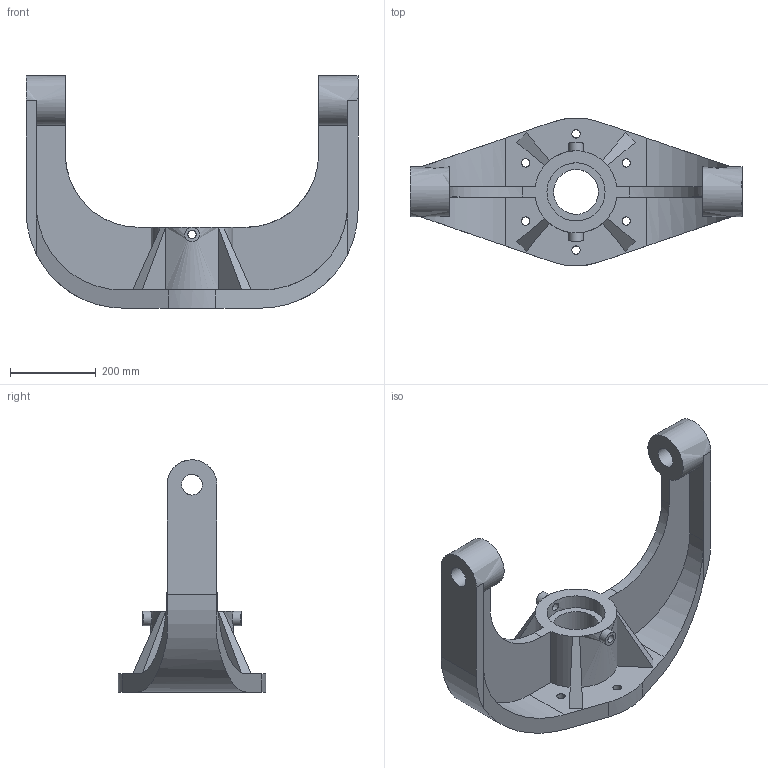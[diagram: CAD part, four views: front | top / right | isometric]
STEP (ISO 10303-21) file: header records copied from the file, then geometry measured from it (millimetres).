
FILE_DESCRIPTION(('FreeCAD Model'),'2;1');
FILE_NAME('Open CASCADE Shape Model','2025-05-04T09:42:21',('FreeCAD'),( 'FreeCAD'),'Open CASCADE STEP processor 7.6','FreeCAD','Unknown');
FILE_SCHEMA(('AUTOMOTIVE_DESIGN { 1 0 10303 214 1 1 1 1 }'));
Length unit declared in the file: millimetre
Products named in the file (1): Open CASCADE STEP translator 7.6 1
Bounding box: 773.42 x 344.16 x 541.3 mm (x, y, z)
Volume: 16257531.6 mm3; surface area: 1127282.4 mm2
Topology: 1 solids, 1 shells, 73 faces, 192 edges, 122 vertices
Faces by surface type: bspline 73
Entity records: 3326 total; most frequent: CARTESIAN_POINT 2187, ORIENTED_EDGE 384, EDGE_CURVE 192, VERTEX_POINT 122, B_SPLINE_CURVE_WITH_KNOTS 118, FACE_BOUND 98, EDGE_LOOP 98, ADVANCED_FACE 73
